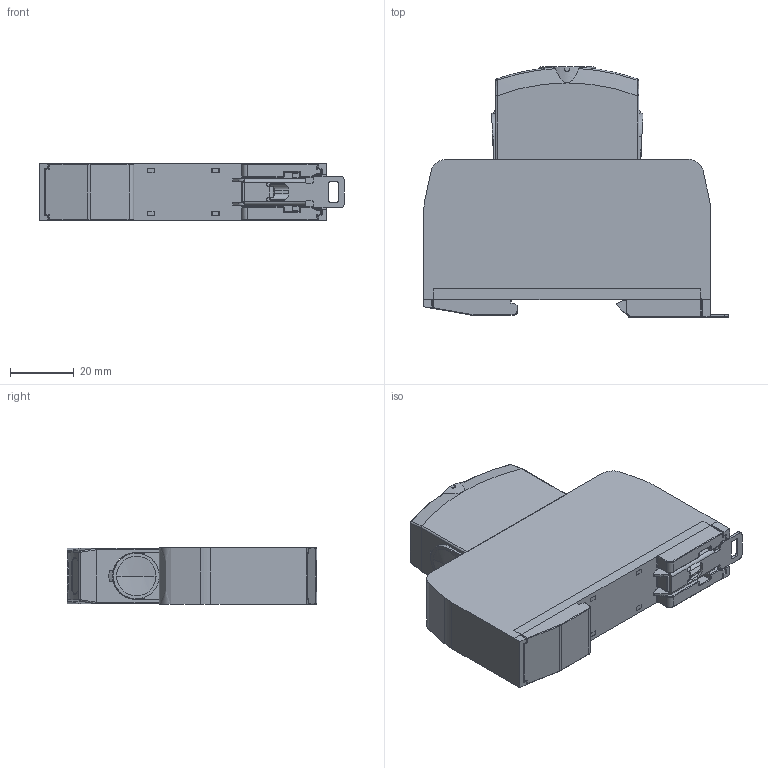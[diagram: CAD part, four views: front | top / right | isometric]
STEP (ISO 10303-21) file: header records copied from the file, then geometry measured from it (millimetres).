
FILE_DESCRIPTION(('Creo Elements/Direct Modeling STEP Export'),'2;1');
FILE_NAME('5095161.stp','2022-09-09T10:43:54',(''),(''),'Creo Elements/Direct Modeling STEP processor for AP214 (Solid Model)','Creo Elements/Direct Modeling 18.0B 02-Dec-2011 (C) Parametric Technology GmbH','');
FILE_SCHEMA(('AUTOMOTIVE_DESIGN { 1 0 10303 214 1 1 1 1 }'));
Length unit declared in the file: millimetre
Products named in the file (3): Schieber; Oberteilgehaeuse; Komplettblock.1
Assembly tree (2 placements, depth 2):
  Komplettblock.1
    Oberteilgehaeuse
    Schieber
Bounding box: 95.55 x 78.5 x 17.8 mm (x, y, z)
Volume: 85228.4 mm3; surface area: 24524.3 mm2
Topology: 2 solids, 5 shells, 896 faces, 2393 edges, 1490 vertices
Faces by surface type: plane 395, cylinder 234, bspline 162, sphere 31, extrusion 30, torus 26, cone 16, revolution 2
Entity records: 47752 total; most frequent: CARTESIAN_POINT 26776, ORIENTED_EDGE 4736, DIRECTION 3455, EDGE_CURVE 2366, VERTEX_POINT 1490, VECTOR 1315, LINE 1285, AXIS2_PLACEMENT_3D 1069
